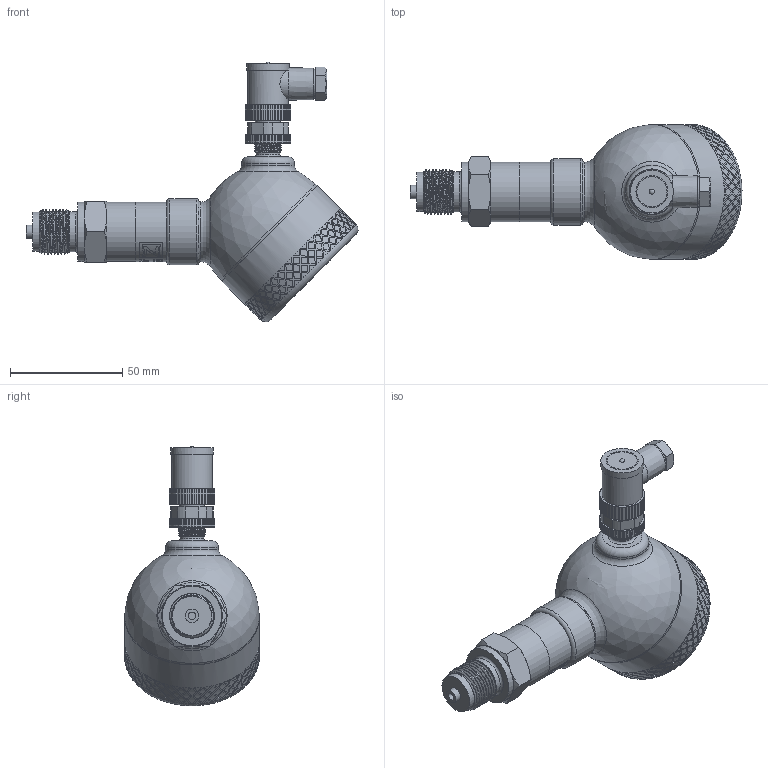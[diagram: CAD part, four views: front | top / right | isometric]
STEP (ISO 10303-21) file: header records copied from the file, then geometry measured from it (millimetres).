
FILE_DESCRIPTION(/* description */ (''),/* implementation_level */ '2;1');
FILE_NAME(/* name */ 'APZ3230FH_2_M12x1-angular.step',/* time_stamp */ '2021-06-30T15:23:45+03:00',/* author */ (''),/* organization */ (''),/* preprocessor_version */ 'ST-DEVELOPER v18.1',/* originating_system */ 'Autodesk Translation Framework v10.9.0.1377',/* authorisation */ '');
FILE_SCHEMA (('AUTOMOTIVE_DESIGN { 1 0 10303 214 3 1 1 }'));
Length unit declared in the file: millimetre
Products named in the file (7): Полевой корпус 
3420 3421 3230 заполненный; M20x1,5 EN; FieldHousing Assembly v16; main body; Крышка без 
дисплея; Адаптер М12х1; M12x1 female angular v10
Assembly tree (6 placements, depth 3):
  Полевой корпус 
3420 3421 3230 заполненный
    M20x1,5 EN
    FieldHousing Assembly v16
      main body
      Крышка без 
дисплея
      Адаптер М12х1
      M12x1 female angular v10
Bounding box: 147.91 x 60.1 x 115.68 mm (x, y, z)
Volume: 178914.5 mm3; surface area: 47776 mm2
Topology: 6 solids, 6 shells, 1613 faces, 4063 edges, 2670 vertices
Faces by surface type: bspline 892, cylinder 501, plane 170, cone 26, torus 20, sphere 4
Full cylindrical faces by diameter (mm): 1 x4, 3.3 x1, 6 x1, 7 x1, 8 x1, 9.3 x1, 9.471 x2, 10.5 x2, 10.741 x7, 11.035 x4, 11.156 x1, 11.884 x6, 12.152 x4, 13 x1, 17.5 x1, 17.8 x1, 18 x1, 18.137 x8, 19 x1, 19.7 x1, 19.85 x7, 21.6 x1, 22.4 x1, 23.6 x1, 24.5 x2, 26.5 x3, 29.5 x1, 55 x9, 56.5 x1, 57.2 x1
Entity records: 69378 total; most frequent: CARTESIAN_POINT 37589, ORIENTED_EDGE 8124, EDGE_CURVE 4062, DIRECTION 3667, VERTEX_POINT 2670, B_SPLINE_CURVE_WITH_KNOTS 2603, EDGE_LOOP 1826, FACE_OUTER_BOUND 1613
